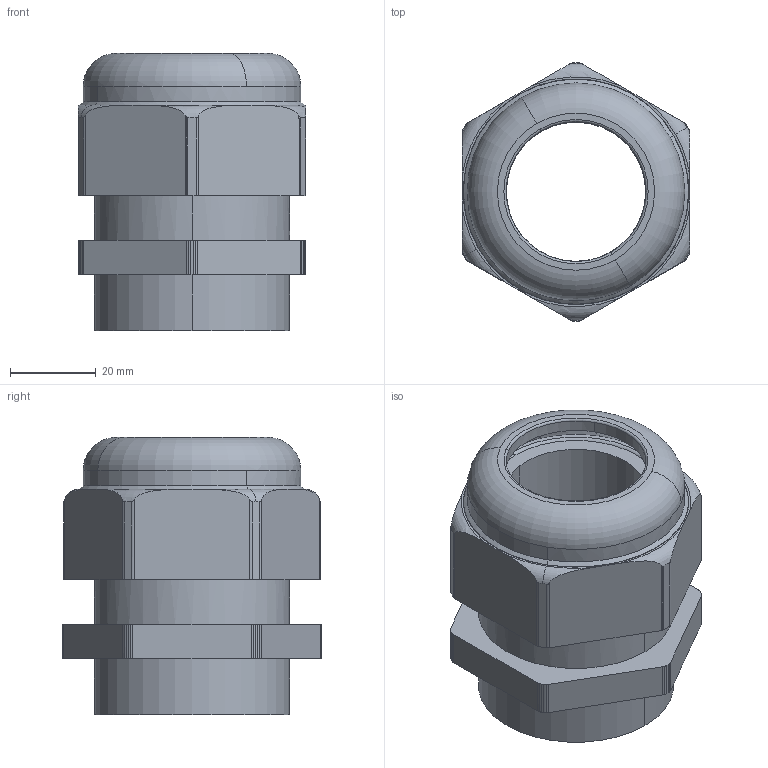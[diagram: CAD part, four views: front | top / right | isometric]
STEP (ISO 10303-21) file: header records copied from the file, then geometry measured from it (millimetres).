
FILE_DESCRIPTION(('CATIA V5R24 STEP','CAx-IF Rec.Pracs.--- Model Styling and Organization---1.2---2011-12-15'),'2;1');
FILE_NAME ('D1458935_0', '2018-03-15T09:55:13+00:00', ('Weidmueller Interface'), ('Weidmueller'), 'CATIA Version 5-6 Release 2014 SP4 HF52', 'CATIA V5 STEP AP214', 'none');
FILE_SCHEMA(('AUTOMOTIVE_DESIGN { 1 0 10303 214 1 1 1 1 }'));
Length unit declared in the file: millimetre
Products named in the file (1): VG_36
Bounding box: 53 x 60.21 x 64.5 mm (x, y, z)
Volume: 55193.9 mm3; surface area: 34995.6 mm2
Topology: 2 solids, 2 shells, 145 faces, 385 edges, 253 vertices
Faces by surface type: cylinder 70, plane 46, torus 18, cone 11
Entity records: 5028 total; most frequent: CARTESIAN_POINT 1530, ORIENTED_EDGE 770, DIRECTION 527, EDGE_CURVE 385, VERTEX_POINT 253, AXIS2_PLACEMENT_3D 248, EDGE_LOOP 158, VECTOR 157
